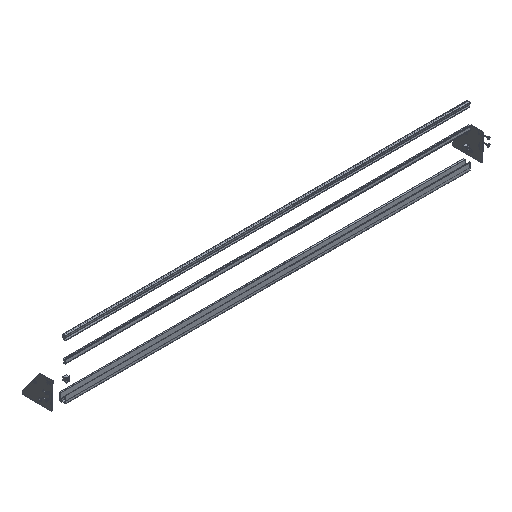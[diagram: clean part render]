
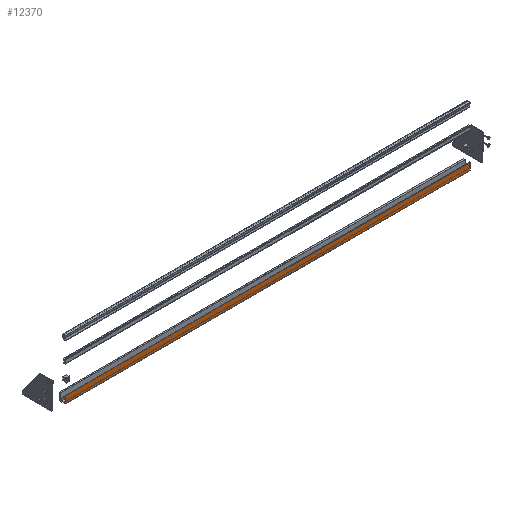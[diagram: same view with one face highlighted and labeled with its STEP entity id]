
A CAD part, isometric view. The second image highlights one B-rep face of the part: STEP entity #12370.
In plain terms, the highlighted planar face has unit normal (0, -1, 0).
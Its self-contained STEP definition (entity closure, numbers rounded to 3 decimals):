
#2086 = CARTESIAN_POINT ( 'NONE',  ( 802.5, -12.85, 28.7 ) ) ;
#9668 = VECTOR ( 'NONE', #27968, 1000. ) ;
#12207 = CARTESIAN_POINT ( 'NONE',  ( 802.5, -12.85, 2. ) ) ;
#12370 = ADVANCED_FACE ( 'NONE', ( #36723 ), #83308, .F. ) ;
#12699 = CARTESIAN_POINT ( 'NONE',  ( -802.5, -12.85, 2. ) ) ;
#17866 = ORIENTED_EDGE ( 'NONE', *, *, #81734, .F. ) ;
#20633 = ORIENTED_EDGE ( 'NONE', *, *, #59966, .T. ) ;
#22006 = EDGE_CURVE ( 'NONE', #71429, #95314, #100169, .T. ) ;
#24397 = DIRECTION ( 'NONE',  ( 0., 0., 1. ) ) ;
#25481 = CARTESIAN_POINT ( 'NONE',  ( 802.5, -12.85, 2. ) ) ;
#27968 = DIRECTION ( 'NONE',  ( -1., 0., 0. ) ) ;
#28322 = CARTESIAN_POINT ( 'NONE',  ( -802.5, -12.85, 2. ) ) ;
#32631 = CARTESIAN_POINT ( 'NONE',  ( 802.5, -12.85, 2. ) ) ;
#36595 = VECTOR ( 'NONE', #60581, 1000. ) ;
#36723 = FACE_OUTER_BOUND ( 'NONE', #58025, .T. ) ;
#38361 = AXIS2_PLACEMENT_3D ( 'NONE', #50152, #110097, #24397 ) ;
#50152 = CARTESIAN_POINT ( 'NONE',  ( 802.5, -12.85, 2. ) ) ;
#51464 = CARTESIAN_POINT ( 'NONE',  ( 802.5, -12.85, 28.7 ) ) ;
#51710 = LINE ( 'NONE', #28322, #70596 ) ;
#52330 = CARTESIAN_POINT ( 'NONE',  ( -802.5, -12.85, 28.7 ) ) ;
#56894 = VERTEX_POINT ( 'NONE', #12699 ) ;
#58025 = EDGE_LOOP ( 'NONE', ( #20633, #58855, #17866, #69257 ) ) ;
#58855 = ORIENTED_EDGE ( 'NONE', *, *, #90653, .F. ) ;
#59966 = EDGE_CURVE ( 'NONE', #95314, #56894, #51710, .T. ) ;
#60581 = DIRECTION ( 'NONE',  ( 0., 0., -1. ) ) ;
#60913 = LINE ( 'NONE', #25481, #36595 ) ;
#64531 = VERTEX_POINT ( 'NONE', #12207 ) ;
#69257 = ORIENTED_EDGE ( 'NONE', *, *, #22006, .T. ) ;
#70596 = VECTOR ( 'NONE', #70972, 1000. ) ;
#70972 = DIRECTION ( 'NONE',  ( 0., 0., -1. ) ) ;
#71429 = VERTEX_POINT ( 'NONE', #2086 ) ;
#72252 = LINE ( 'NONE', #32631, #102001 ) ;
#74203 = DIRECTION ( 'NONE',  ( -1., 0., 0. ) ) ;
#81734 = EDGE_CURVE ( 'NONE', #71429, #64531, #60913, .T. ) ;
#83308 = PLANE ( 'NONE',  #38361 ) ;
#90653 = EDGE_CURVE ( 'NONE', #64531, #56894, #72252, .T. ) ;
#95314 = VERTEX_POINT ( 'NONE', #52330 ) ;
#100169 = LINE ( 'NONE', #51464, #9668 ) ;
#102001 = VECTOR ( 'NONE', #74203, 1000. ) ;
#110097 = DIRECTION ( 'NONE',  ( 0., 1., 0. ) ) ;
